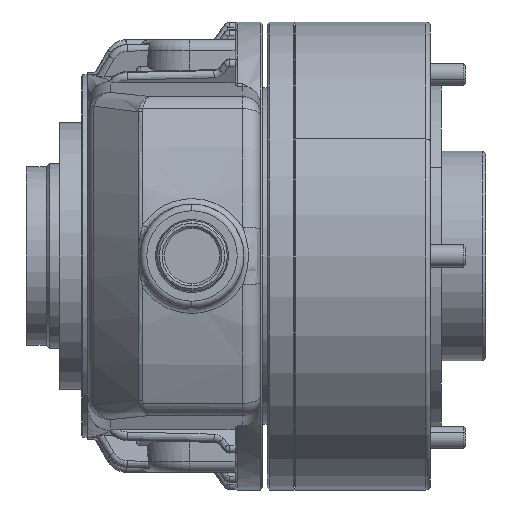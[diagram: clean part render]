
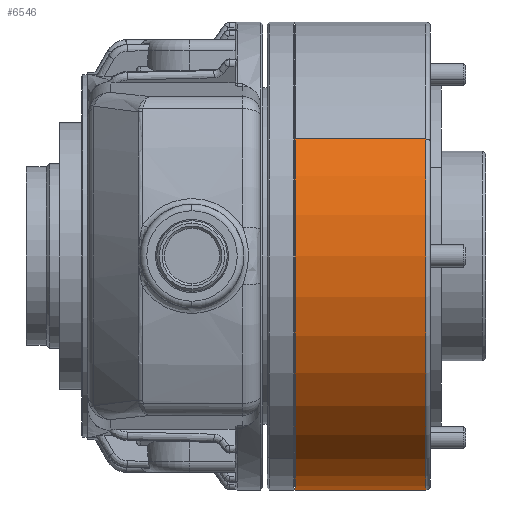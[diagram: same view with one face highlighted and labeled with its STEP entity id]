
A CAD part, front view. The second image highlights one B-rep face of the part: STEP entity #6546.
In plain terms, the highlighted cylindrical face has radius 106 mm (diameter 212 mm), a partial arc.
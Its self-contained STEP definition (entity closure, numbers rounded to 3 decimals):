
#467 = CIRCLE ( 'NONE', #21627, 106. ) ;
#485 = EDGE_CURVE ( 'NONE', #32949, #18358, #5978, .T. ) ;
#3856 = CARTESIAN_POINT ( 'NONE',  ( 0., 0., 0. ) ) ;
#4852 = CARTESIAN_POINT ( 'NONE',  ( 0.3, 0., 0. ) ) ;
#5978 = CIRCLE ( 'NONE', #33079, 106. ) ;
#6546 = ADVANCED_FACE ( 'NONE', ( #18219 ), #29703, .T. ) ;
#8586 = CARTESIAN_POINT ( 'NONE',  ( 59.5, 106., 0. ) ) ;
#9751 = VERTEX_POINT ( 'NONE', #33791 ) ;
#10564 = DIRECTION ( 'NONE',  ( 0., -1., 0. ) ) ;
#11629 = LINE ( 'NONE', #23165, #25502 ) ;
#11958 = LINE ( 'NONE', #23494, #27755 ) ;
#12719 = EDGE_CURVE ( 'NONE', #32949, #13022, #11629, .T. ) ;
#13022 = VERTEX_POINT ( 'NONE', #34378 ) ;
#13558 = ORIENTED_EDGE ( 'NONE', *, *, #24061, .T. ) ;
#15384 = DIRECTION ( 'NONE',  ( -1., 0., 0. ) ) ;
#16229 = CARTESIAN_POINT ( 'NONE',  ( 59.5, 0., 0. ) ) ;
#18219 = FACE_OUTER_BOUND ( 'NONE', #28378, .T. ) ;
#18358 = VERTEX_POINT ( 'NONE', #18580 ) ;
#18580 = CARTESIAN_POINT ( 'NONE',  ( 59.5, -106., 0. ) ) ;
#19411 = ORIENTED_EDGE ( 'NONE', *, *, #12719, .F. ) ;
#20591 = EDGE_CURVE ( 'NONE', #9751, #13022, #467, .T. ) ;
#21627 = AXIS2_PLACEMENT_3D ( 'NONE', #4852, #25066, #36520 ) ;
#23165 = CARTESIAN_POINT ( 'NONE',  ( 0., 106., 0. ) ) ;
#23494 = CARTESIAN_POINT ( 'NONE',  ( 0., -106., 0. ) ) ;
#24061 = EDGE_CURVE ( 'NONE', #18358, #9751, #11958, .T. ) ;
#24889 = ORIENTED_EDGE ( 'NONE', *, *, #20591, .T. ) ;
#25066 = DIRECTION ( 'NONE',  ( 1., 0., 0. ) ) ;
#25502 = VECTOR ( 'NONE', #34612, 1000. ) ;
#25599 = AXIS2_PLACEMENT_3D ( 'NONE', #3856, #15384, #26890 ) ;
#26890 = DIRECTION ( 'NONE',  ( 0., -1., 0. ) ) ;
#27755 = VECTOR ( 'NONE', #34939, 1000. ) ;
#28378 = EDGE_LOOP ( 'NONE', ( #19411, #36530, #13558, #24889 ) ) ;
#29703 = CYLINDRICAL_SURFACE ( 'NONE', #25599, 106. ) ;
#32949 = VERTEX_POINT ( 'NONE', #8586 ) ;
#33079 = AXIS2_PLACEMENT_3D ( 'NONE', #16229, #36378, #10564 ) ;
#33791 = CARTESIAN_POINT ( 'NONE',  ( 0.3, -106., 0. ) ) ;
#34378 = CARTESIAN_POINT ( 'NONE',  ( 0.3, 106., 0. ) ) ;
#34612 = DIRECTION ( 'NONE',  ( -1., 0., 0. ) ) ;
#34939 = DIRECTION ( 'NONE',  ( -1., 0., 0. ) ) ;
#36378 = DIRECTION ( 'NONE',  ( -1., 0., 0. ) ) ;
#36520 = DIRECTION ( 'NONE',  ( 0., 1., 0. ) ) ;
#36530 = ORIENTED_EDGE ( 'NONE', *, *, #485, .T. ) ;
